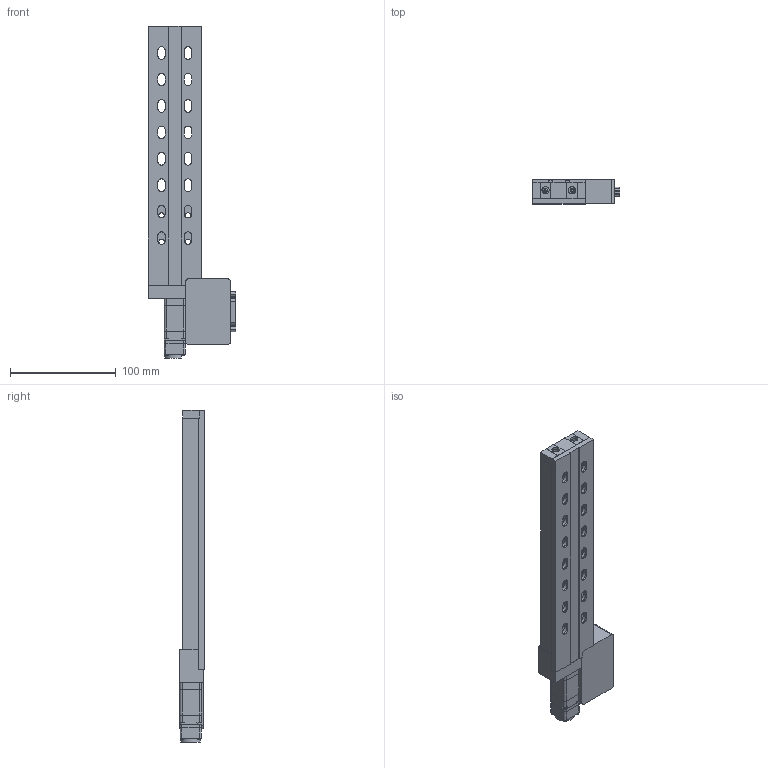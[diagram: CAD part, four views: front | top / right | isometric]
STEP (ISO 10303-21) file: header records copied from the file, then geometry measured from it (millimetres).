
FILE_DESCRIPTION (( 'STEP AP203' ), '1' );
FILE_NAME ('LRM150x-E03T3A.step', '2023-11-03T18:24:19', ( '' ), ( '' ), 'SwSTEP 2.0', 'SolidWorks 2019', '' );
FILE_SCHEMA (( 'CONFIG_CONTROL_DESIGN' ));
Length unit declared in the file: millimetre
Products named in the file (4): NMS08_motor^LRM_LRM-E03T3A; LRM150x-E03T3A; LRM_carriage^LRM_LRM; LRM_base^LRM_LRM150
Assembly tree (3 placements, depth 2):
  LRM150x-E03T3A
    LRM_base^LRM_LRM150
    LRM_carriage^LRM_LRM
    NMS08_motor^LRM_LRM-E03T3A
Bounding box: 82.57 x 23.48 x 314 mm (x, y, z)
Volume: 240059.4 mm3; surface area: 96196.5 mm2
Topology: 24 solids, 24 shells, 613 faces, 1513 edges, 1006 vertices
Faces by surface type: plane 331, cylinder 274, torus 8
Entity records: 18805 total; most frequent: DIRECTION 3317, CARTESIAN_POINT 3138, ORIENTED_EDGE 3026, EDGE_CURVE 1513, AXIS2_PLACEMENT_3D 1185, VERTEX_POINT 1006, VECTOR 947, LINE 947
